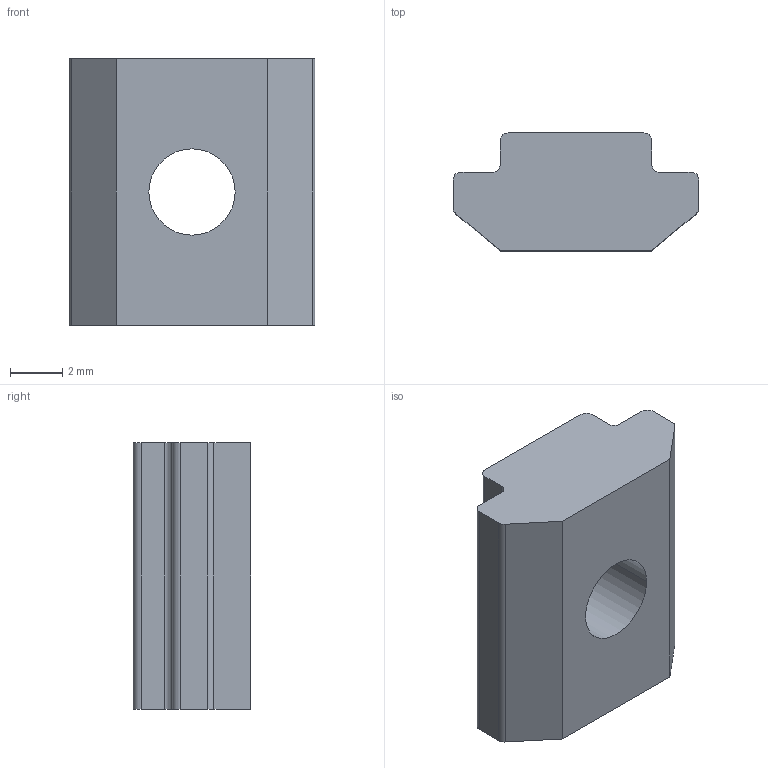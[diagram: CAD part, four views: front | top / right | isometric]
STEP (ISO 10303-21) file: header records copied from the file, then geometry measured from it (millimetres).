
FILE_DESCRIPTION (( 'STEP AP214' ), '1' );
FILE_NAME ('H25 Ñóõàðü ïàçîâûé Ì4, ïàç 6.STEP', '2019-09-20T12:34:53', ( 'Windows User' ), ( '' ), 'SwSTEP 2.0', 'SolidWorks 2019', '' );
FILE_SCHEMA (( 'AUTOMOTIVE_DESIGN' ));
Length unit declared in the file: millimetre
Products named in the file (1): H25 Ñóõàðü ïàçîâûé Ì4, ïàç 6
Bounding box: 9.4 x 4.5 x 10.2 mm (x, y, z)
Volume: 309.6 mm3; surface area: 352.2 mm2
Topology: 1 solids, 1 shells, 24 faces, 64 edges, 42 vertices
Faces by surface type: plane 12, cylinder 10, cone 2
Entity records: 814 total; most frequent: DIRECTION 136, CARTESIAN_POINT 131, ORIENTED_EDGE 128, EDGE_CURVE 64, AXIS2_PLACEMENT_3D 47, LINE 42, VECTOR 42, VERTEX_POINT 42
